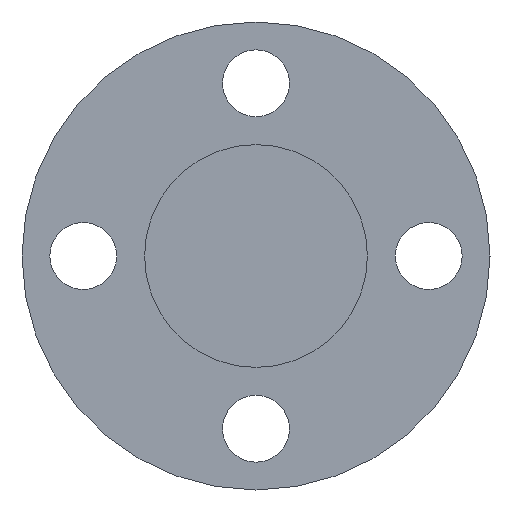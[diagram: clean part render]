
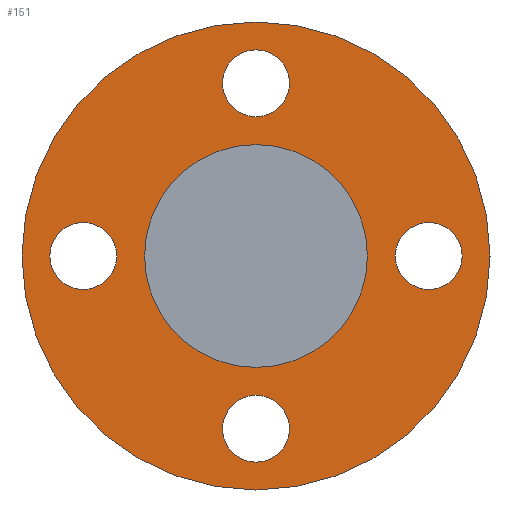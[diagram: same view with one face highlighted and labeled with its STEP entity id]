
A CAD part, left-side view. The second image highlights one B-rep face of the part: STEP entity #151.
In plain terms, the highlighted planar face has unit normal (-1, 0, 0).
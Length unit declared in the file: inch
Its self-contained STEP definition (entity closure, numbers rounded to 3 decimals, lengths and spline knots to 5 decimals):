
#11 = CARTESIAN_POINT ( 'NONE',  ( 0.0625, 0., 1.5625 ) ) ;
#13 = DIRECTION ( 'NONE',  ( -1., 0., 0. ) ) ;
#16 = DIRECTION ( 'NONE',  ( -1., 0., 0. ) ) ;
#18 = ORIENTED_EDGE ( 'NONE', *, *, #37, .T. ) ;
#19 = AXIS2_PLACEMENT_3D ( 'NONE', #289, #412, #112 ) ;
#20 = CIRCLE ( 'NONE', #324, 0.375 ) ;
#21 = CARTESIAN_POINT ( 'NONE',  ( 0.0625, -1.5625, 0. ) ) ;
#32 = VERTEX_POINT ( 'NONE', #94 ) ;
#33 = EDGE_CURVE ( 'NONE', #168, #449, #541, .T. ) ;
#35 = CARTESIAN_POINT ( 'NONE',  ( 0.0625, 0., 1.9375 ) ) ;
#37 = EDGE_CURVE ( 'NONE', #397, #79, #133, .T. ) ;
#54 = CARTESIAN_POINT ( 'NONE',  ( 0.0625, 1.9375, -0.375 ) ) ;
#55 = EDGE_CURVE ( 'NONE', #128, #549, #80, .T. ) ;
#62 = CARTESIAN_POINT ( 'NONE',  ( 0.0625, 1.9375, 0.375 ) ) ;
#77 = EDGE_LOOP ( 'NONE', ( #78, #109 ) ) ;
#78 = ORIENTED_EDGE ( 'NONE', *, *, #284, .F. ) ;
#79 = VERTEX_POINT ( 'NONE', #153 ) ;
#80 = CIRCLE ( 'NONE', #437, 0.375 ) ;
#81 = FACE_BOUND ( 'NONE', #183, .T. ) ;
#94 = CARTESIAN_POINT ( 'NONE',  ( 0.0625, 0., 1.25 ) ) ;
#95 = CIRCLE ( 'NONE', #145, 0.375 ) ;
#98 = DIRECTION ( 'NONE',  ( 0., 0., -1. ) ) ;
#103 = DIRECTION ( 'NONE',  ( 0., 0., 1. ) ) ;
#105 = CARTESIAN_POINT ( 'NONE',  ( 0.0625, -1.9375, 0. ) ) ;
#109 = ORIENTED_EDGE ( 'NONE', *, *, #334, .F. ) ;
#112 = DIRECTION ( 'NONE',  ( 0., 0., 1. ) ) ;
#113 = AXIS2_PLACEMENT_3D ( 'NONE', #281, #439, #362 ) ;
#116 = EDGE_CURVE ( 'NONE', #371, #422, #360, .T. ) ;
#119 = CARTESIAN_POINT ( 'NONE',  ( 0.0625, 0., 2.3125 ) ) ;
#126 = ORIENTED_EDGE ( 'NONE', *, *, #398, .F. ) ;
#128 = VERTEX_POINT ( 'NONE', #263 ) ;
#133 = CIRCLE ( 'NONE', #349, 2.625 ) ;
#139 = DIRECTION ( 'NONE',  ( 0., 1., 0. ) ) ;
#145 = AXIS2_PLACEMENT_3D ( 'NONE', #35, #179, #258 ) ;
#148 = DIRECTION ( 'NONE',  ( -1., 0., 0. ) ) ;
#150 = DIRECTION ( 'NONE',  ( 0., -1., 0. ) ) ;
#151 = ADVANCED_FACE ( 'NONE', ( #333, #467, #81, #254, #415, #175 ), #296, .T. ) ;
#153 = CARTESIAN_POINT ( 'NONE',  ( 0.0625, 0., 2.625 ) ) ;
#168 = VERTEX_POINT ( 'NONE', #62 ) ;
#175 = FACE_BOUND ( 'NONE', #77, .T. ) ;
#176 = AXIS2_PLACEMENT_3D ( 'NONE', #536, #291, #249 ) ;
#177 = EDGE_LOOP ( 'NONE', ( #224, #384 ) ) ;
#179 = DIRECTION ( 'NONE',  ( -1., 0., 0. ) ) ;
#183 = EDGE_LOOP ( 'NONE', ( #207, #485 ) ) ;
#188 = DIRECTION ( 'NONE',  ( -1., 0., 0. ) ) ;
#192 = CARTESIAN_POINT ( 'NONE',  ( 0.0625, 0., -1.9375 ) ) ;
#200 = DIRECTION ( 'NONE',  ( 0., 1., 0. ) ) ;
#207 = ORIENTED_EDGE ( 'NONE', *, *, #55, .F. ) ;
#208 = CARTESIAN_POINT ( 'NONE',  ( 0.0625, 0., -1.9375 ) ) ;
#216 = EDGE_CURVE ( 'NONE', #449, #168, #310, .T. ) ;
#217 = DIRECTION ( 'NONE',  ( -1., 0., 0. ) ) ;
#224 = ORIENTED_EDGE ( 'NONE', *, *, #483, .F. ) ;
#226 = CIRCLE ( 'NONE', #19, 1.25 ) ;
#227 = CARTESIAN_POINT ( 'NONE',  ( 0.0625, 0., 0. ) ) ;
#249 = DIRECTION ( 'NONE',  ( 0., 0., 1. ) ) ;
#254 = FACE_BOUND ( 'NONE', #177, .T. ) ;
#256 = CARTESIAN_POINT ( 'NONE',  ( 0.0625, 0., 0. ) ) ;
#258 = DIRECTION ( 'NONE',  ( 0., 0., -1. ) ) ;
#263 = CARTESIAN_POINT ( 'NONE',  ( 0.0625, -2.3125, 0. ) ) ;
#280 = CARTESIAN_POINT ( 'NONE',  ( 0.0625, 0., -1.5625 ) ) ;
#281 = CARTESIAN_POINT ( 'NONE',  ( 0.0625, 0., 0. ) ) ;
#284 = EDGE_CURVE ( 'NONE', #32, #391, #226, .T. ) ;
#286 = AXIS2_PLACEMENT_3D ( 'NONE', #105, #16, #200 ) ;
#289 = CARTESIAN_POINT ( 'NONE',  ( 0.0625, 0., 0. ) ) ;
#290 = DIRECTION ( 'NONE',  ( 0., 0., 1. ) ) ;
#291 = DIRECTION ( 'NONE',  ( -1., 0., 0. ) ) ;
#296 = PLANE ( 'NONE',  #513 ) ;
#307 = AXIS2_PLACEMENT_3D ( 'NONE', #208, #495, #290 ) ;
#310 = CIRCLE ( 'NONE', #443, 0.375 ) ;
#313 = DIRECTION ( 'NONE',  ( 0., 0., 1. ) ) ;
#314 = EDGE_CURVE ( 'NONE', #79, #397, #402, .T. ) ;
#324 = AXIS2_PLACEMENT_3D ( 'NONE', #395, #13, #98 ) ;
#325 = AXIS2_PLACEMENT_3D ( 'NONE', #390, #435, #150 ) ;
#330 = EDGE_LOOP ( 'NONE', ( #126, #505 ) ) ;
#333 = FACE_BOUND ( 'NONE', #419, .T. ) ;
#334 = EDGE_CURVE ( 'NONE', #391, #32, #493, .T. ) ;
#336 = ORIENTED_EDGE ( 'NONE', *, *, #216, .F. ) ;
#339 = AXIS2_PLACEMENT_3D ( 'NONE', #192, #348, #313 ) ;
#348 = DIRECTION ( 'NONE',  ( -1., 0., 0. ) ) ;
#349 = AXIS2_PLACEMENT_3D ( 'NONE', #227, #188, #103 ) ;
#360 = CIRCLE ( 'NONE', #339, 0.375 ) ;
#362 = DIRECTION ( 'NONE',  ( 0., 0., 1. ) ) ;
#371 = VERTEX_POINT ( 'NONE', #459 ) ;
#384 = ORIENTED_EDGE ( 'NONE', *, *, #116, .F. ) ;
#390 = CARTESIAN_POINT ( 'NONE',  ( 0.0625, 1.9375, 0. ) ) ;
#391 = VERTEX_POINT ( 'NONE', #551 ) ;
#395 = CARTESIAN_POINT ( 'NONE',  ( 0.0625, 0., 1.9375 ) ) ;
#397 = VERTEX_POINT ( 'NONE', #457 ) ;
#398 = EDGE_CURVE ( 'NONE', #501, #468, #95, .T. ) ;
#400 = DIRECTION ( 'NONE',  ( 0., -1., 0. ) ) ;
#402 = CIRCLE ( 'NONE', #176, 2.625 ) ;
#412 = DIRECTION ( 'NONE',  ( -1., 0., 0. ) ) ;
#415 = FACE_OUTER_BOUND ( 'NONE', #537, .T. ) ;
#418 = DIRECTION ( 'NONE',  ( 0., 0., 1. ) ) ;
#419 = EDGE_LOOP ( 'NONE', ( #487, #336 ) ) ;
#422 = VERTEX_POINT ( 'NONE', #280 ) ;
#435 = DIRECTION ( 'NONE',  ( -1., 0., 0. ) ) ;
#437 = AXIS2_PLACEMENT_3D ( 'NONE', #519, #148, #139 ) ;
#439 = DIRECTION ( 'NONE',  ( -1., 0., 0. ) ) ;
#443 = AXIS2_PLACEMENT_3D ( 'NONE', #544, #534, #400 ) ;
#447 = EDGE_CURVE ( 'NONE', #468, #501, #20, .T. ) ;
#449 = VERTEX_POINT ( 'NONE', #54 ) ;
#457 = CARTESIAN_POINT ( 'NONE',  ( 0.0625, 0., -2.625 ) ) ;
#458 = ORIENTED_EDGE ( 'NONE', *, *, #314, .T. ) ;
#459 = CARTESIAN_POINT ( 'NONE',  ( 0.0625, 0., -2.3125 ) ) ;
#467 = FACE_BOUND ( 'NONE', #330, .T. ) ;
#468 = VERTEX_POINT ( 'NONE', #11 ) ;
#469 = EDGE_CURVE ( 'NONE', #549, #128, #494, .T. ) ;
#471 = CIRCLE ( 'NONE', #307, 0.375 ) ;
#483 = EDGE_CURVE ( 'NONE', #422, #371, #471, .T. ) ;
#485 = ORIENTED_EDGE ( 'NONE', *, *, #469, .F. ) ;
#487 = ORIENTED_EDGE ( 'NONE', *, *, #33, .F. ) ;
#493 = CIRCLE ( 'NONE', #113, 1.25 ) ;
#494 = CIRCLE ( 'NONE', #286, 0.375 ) ;
#495 = DIRECTION ( 'NONE',  ( -1., 0., 0. ) ) ;
#501 = VERTEX_POINT ( 'NONE', #119 ) ;
#505 = ORIENTED_EDGE ( 'NONE', *, *, #447, .F. ) ;
#513 = AXIS2_PLACEMENT_3D ( 'NONE', #256, #217, #418 ) ;
#519 = CARTESIAN_POINT ( 'NONE',  ( 0.0625, -1.9375, 0. ) ) ;
#534 = DIRECTION ( 'NONE',  ( -1., 0., 0. ) ) ;
#536 = CARTESIAN_POINT ( 'NONE',  ( 0.0625, 0., 0. ) ) ;
#537 = EDGE_LOOP ( 'NONE', ( #458, #18 ) ) ;
#541 = CIRCLE ( 'NONE', #325, 0.375 ) ;
#544 = CARTESIAN_POINT ( 'NONE',  ( 0.0625, 1.9375, 0. ) ) ;
#549 = VERTEX_POINT ( 'NONE', #21 ) ;
#551 = CARTESIAN_POINT ( 'NONE',  ( 0.0625, 0., -1.25 ) ) ;
